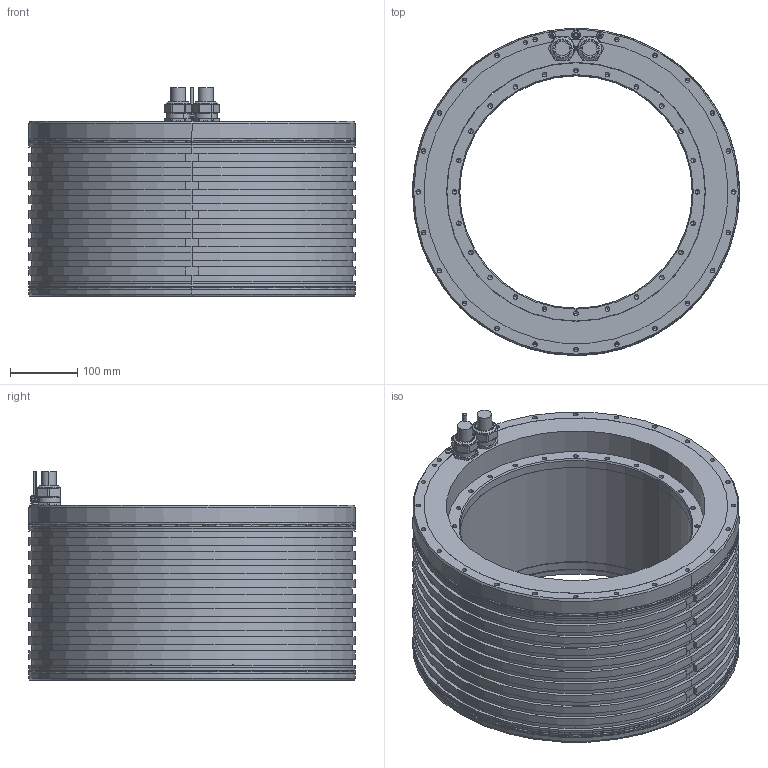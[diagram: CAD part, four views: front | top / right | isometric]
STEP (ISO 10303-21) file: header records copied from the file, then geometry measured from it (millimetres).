
FILE_DESCRIPTION((''),'2;1');
FILE_NAME('PRT0001','2016-06-01T',('ch5533'),(''),'PRO/ENGINEER BY PARAMETRIC TECHNOLOGY CORPORATION, 2014000','PRO/ENGINEER BY PARAMETRIC TECHNOLOGY CORPORATION, 2014000','');
FILE_SCHEMA(('CONFIG_CONTROL_DESIGN'));
Length unit declared in the file: millimetre
Products named in the file (1): PRT0001
Bounding box: 485 x 485 x 309.7 mm (x, y, z)
Volume: 21464303.2 mm3; surface area: 1612611.9 mm2
Topology: 4 solids, 15 shells, 890 faces, 2164 edges, 1238 vertices
Faces by surface type: cylinder 402, cone 254, plane 162, torus 60, revolution 8, sphere 4
Entity records: 31529 total; most frequent: CARTESIAN_POINT 4874, DIRECTION 4738, ORIENTED_EDGE 3940, EDGE_CURVE 1970, AXIS2_PLACEMENT_3D 1936, VERTEX_POINT 1238, CIRCLE 1054, EDGE_LOOP 1044
